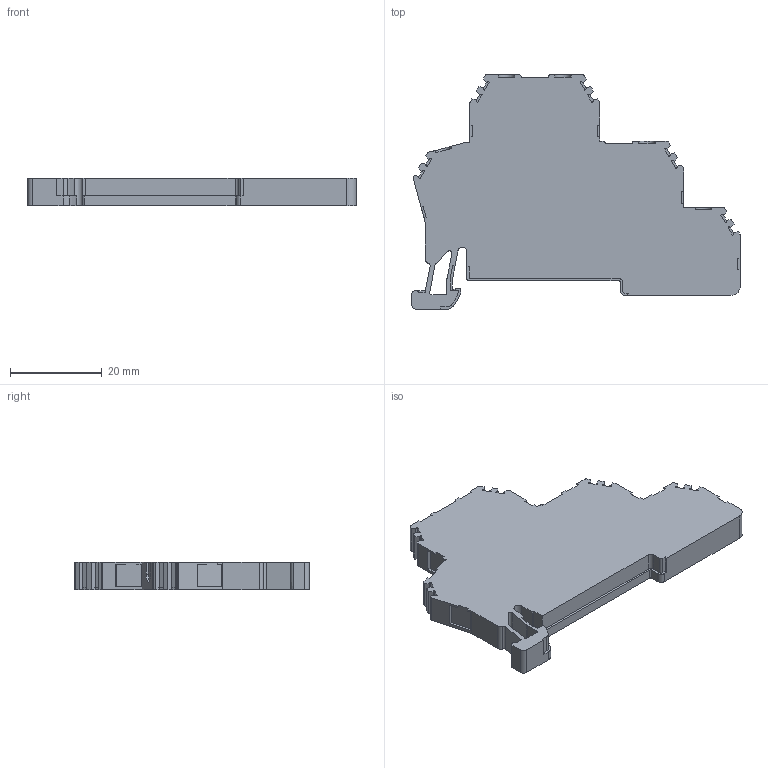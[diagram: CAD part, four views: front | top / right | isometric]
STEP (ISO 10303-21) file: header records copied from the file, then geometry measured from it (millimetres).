
FILE_DESCRIPTION (( 'STEP AP214' ), '1' );
FILE_NAME ('324209_PUK 2 T_Grey.STP', '2015-08-06T06:55:46', ( '' ), ( '' ), 'SwSTEP 2.0', 'SolidWorks 2015', '' );
FILE_SCHEMA (( 'AUTOMOTIVE_DESIGN' ));
Length unit declared in the file: millimetre
Products named in the file (1): 324209_PUK 2 T_Grey
Bounding box: 71.7 x 51.2 x 6 mm (x, y, z)
Volume: 13888.3 mm3; surface area: 6657.7 mm2
Topology: 1 solids, 1 shells, 295 faces, 851 edges, 558 vertices
Faces by surface type: plane 226, cylinder 69
Entity records: 9677 total; most frequent: CARTESIAN_POINT 1705, ORIENTED_EDGE 1702, DIRECTION 1586, EDGE_CURVE 851, VECTOR 708, LINE 708, VERTEX_POINT 558, AXIS2_PLACEMENT_3D 439
